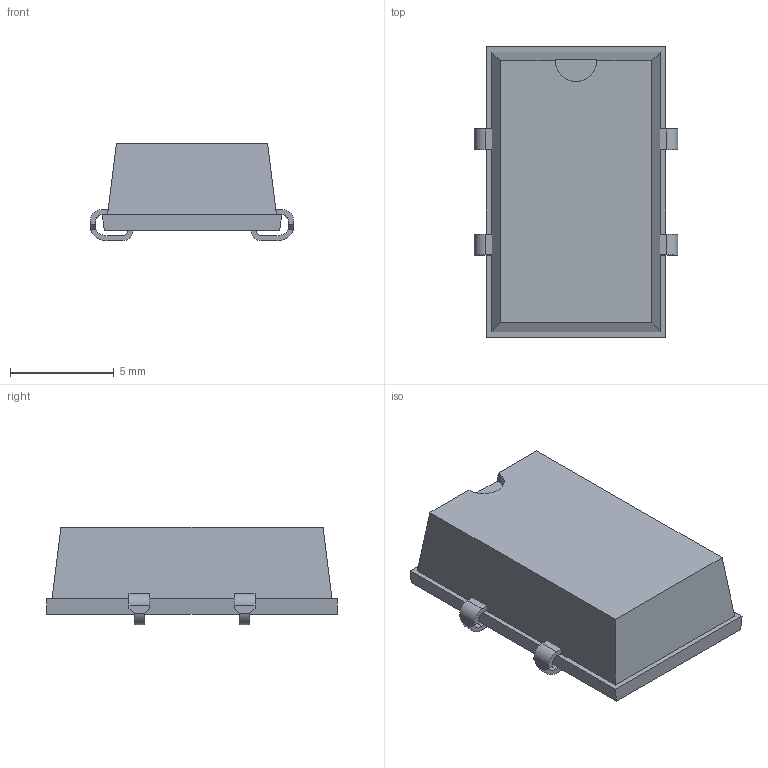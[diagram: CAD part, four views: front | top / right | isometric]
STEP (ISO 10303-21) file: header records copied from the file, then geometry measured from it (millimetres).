
FILE_DESCRIPTION((''),'2;1');
FILE_NAME('OSC_EPSON_SG-8002JA.stp','2014-06-18T11:12:08',(''),(''),'Mechanical Desktop 2011','Mechanical Desktop 2011',', , ');
FILE_SCHEMA(('AUTOMOTIVE_DESIGN { 1 2 10303 214 1 1 1 1 }'));
Length unit declared in the file: millimetre
Products named in the file (1): Product
Bounding box: 9.82 x 14 x 4.7 mm (x, y, z)
Volume: 440 mm3; surface area: 652.6 mm2
Topology: 10 solids, 10 shells, 102 faces, 246 edges, 164 vertices
Faces by surface type: plane 45, bspline 44, cylinder 13
Entity records: 3161 total; most frequent: CARTESIAN_POINT 813, ORIENTED_EDGE 492, DIRECTION 416, EDGE_CURVE 246, VECTOR 194, LINE 194, VERTEX_POINT 164, AXIS2_PLACEMENT_3D 111
